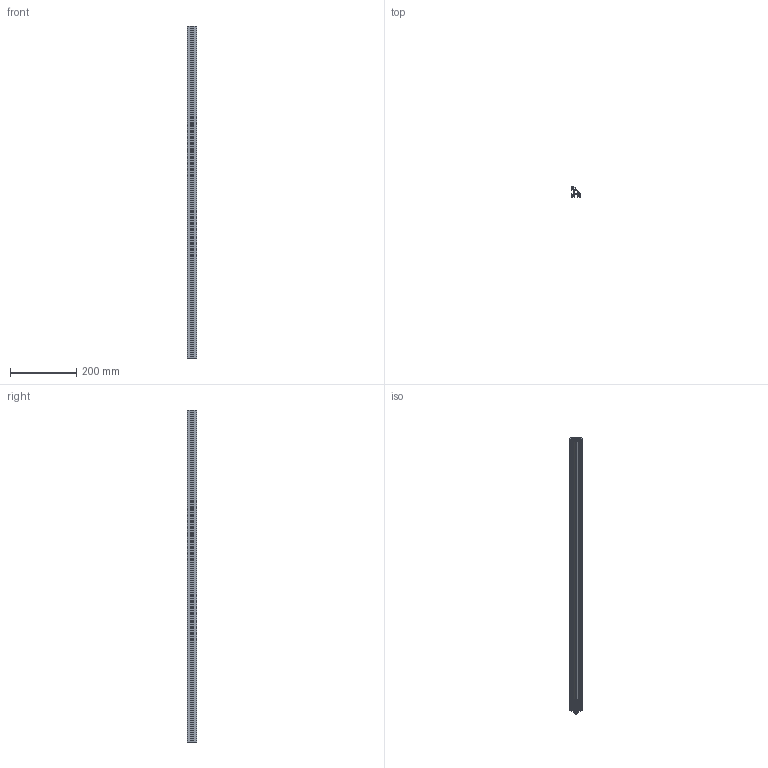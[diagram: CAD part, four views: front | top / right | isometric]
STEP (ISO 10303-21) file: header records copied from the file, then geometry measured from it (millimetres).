
FILE_DESCRIPTION (( 'STEP AP214' ), '1' );
FILE_NAME ('Ñáîðêà3.STEP', '2025-02-18T11:41:12', ( '' ), ( '' ), 'SwSTEP 2.0', 'SolidWorks 2024', '' );
FILE_SCHEMA (( 'AUTOMOTIVE_DESIGN' ));
Length unit declared in the file: millimetre
Products named in the file (2): 333T Профиль конструкционный 30х30T_00; Сборка3
Assembly tree (1 placements, depth 2):
  Сборка3
    333T Профиль конструкционный 30х30T_00
Bounding box: 30 x 30 x 1000 mm (x, y, z)
Volume: 205887.1 mm3; surface area: 304274.1 mm2
Topology: 1 solids, 1 shells, 132 faces, 390 edges, 260 vertices
Faces by surface type: plane 73, cylinder 59
Entity records: 4503 total; most frequent: CARTESIAN_POINT 786, DIRECTION 780, ORIENTED_EDGE 780, EDGE_CURVE 390, VECTOR 272, LINE 272, VERTEX_POINT 260, AXIS2_PLACEMENT_3D 254
